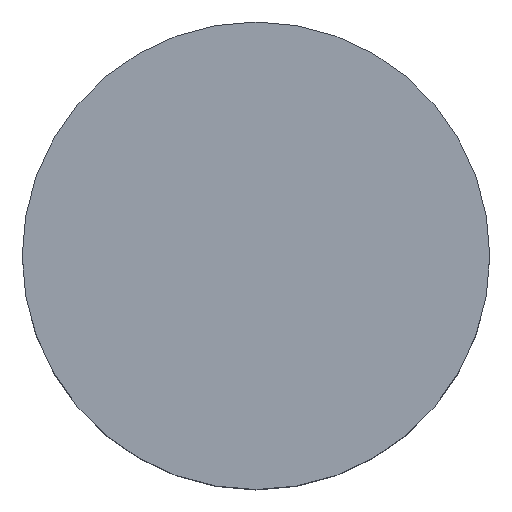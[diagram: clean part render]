
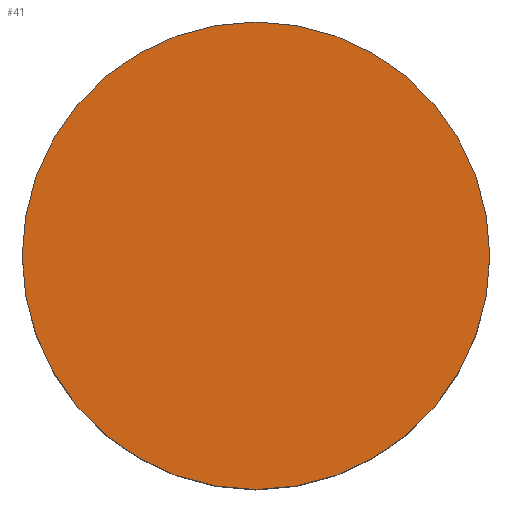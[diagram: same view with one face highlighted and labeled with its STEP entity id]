
A CAD part, top view. The second image highlights one B-rep face of the part: STEP entity #41.
In plain terms, the highlighted planar face has unit normal (0, 0, 1).
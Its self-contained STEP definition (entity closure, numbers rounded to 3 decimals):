
#6 = CARTESIAN_POINT ( 'NONE',  ( 0., 0., 0. ) ) ;
#31 = DIRECTION ( 'NONE',  ( 0., 0., 1. ) ) ;
#41 = ADVANCED_FACE ( 'NONE', ( #100 ), #253, .T. ) ;
#71 = DIRECTION ( 'NONE',  ( 0., 0., 1. ) ) ;
#74 = ORIENTED_EDGE ( 'NONE', *, *, #95, .T. ) ;
#89 = CARTESIAN_POINT ( 'NONE',  ( 0., 0., 0. ) ) ;
#93 = VERTEX_POINT ( 'NONE', #231 ) ;
#95 = EDGE_CURVE ( 'NONE', #307, #93, #194, .T. ) ;
#100 = FACE_OUTER_BOUND ( 'NONE', #174, .T. ) ;
#143 = DIRECTION ( 'NONE',  ( 1., 0., 0. ) ) ;
#159 = AXIS2_PLACEMENT_3D ( 'NONE', #337, #71, #226 ) ;
#174 = EDGE_LOOP ( 'NONE', ( #74, #321 ) ) ;
#190 = CARTESIAN_POINT ( 'NONE',  ( 2., 0., 0. ) ) ;
#194 = CIRCLE ( 'NONE', #159, 2. ) ;
#199 = DIRECTION ( 'NONE',  ( 0., 0., 1. ) ) ;
#226 = DIRECTION ( 'NONE',  ( 1., 0., 0. ) ) ;
#231 = CARTESIAN_POINT ( 'NONE',  ( -2., 0., 0. ) ) ;
#253 = PLANE ( 'NONE',  #331 ) ;
#271 = EDGE_CURVE ( 'NONE', #93, #307, #308, .T. ) ;
#282 = DIRECTION ( 'NONE',  ( 1., 0., 0. ) ) ;
#283 = AXIS2_PLACEMENT_3D ( 'NONE', #89, #31, #143 ) ;
#307 = VERTEX_POINT ( 'NONE', #190 ) ;
#308 = CIRCLE ( 'NONE', #283, 2. ) ;
#321 = ORIENTED_EDGE ( 'NONE', *, *, #271, .T. ) ;
#331 = AXIS2_PLACEMENT_3D ( 'NONE', #6, #199, #282 ) ;
#337 = CARTESIAN_POINT ( 'NONE',  ( 0., 0., 0. ) ) ;
